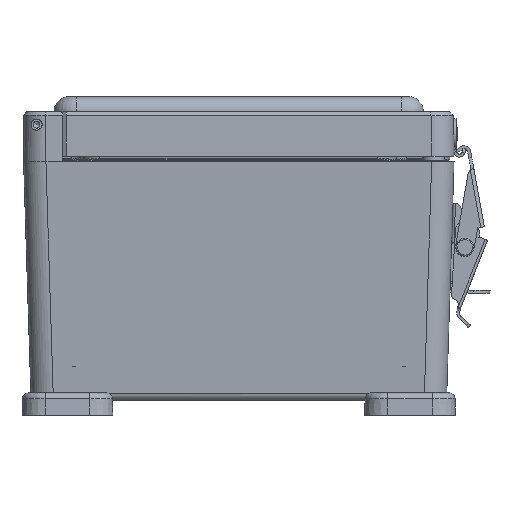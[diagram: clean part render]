
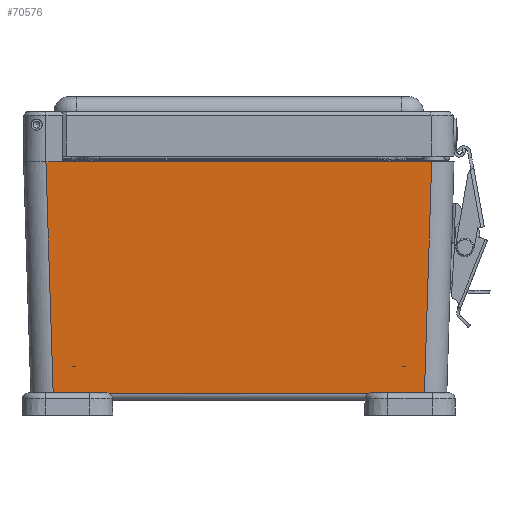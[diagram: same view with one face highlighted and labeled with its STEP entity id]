
A CAD part, left-side view. The second image highlights one B-rep face of the part: STEP entity #70576.
In plain terms, the highlighted planar face has unit normal (-1, 0, -0.031).
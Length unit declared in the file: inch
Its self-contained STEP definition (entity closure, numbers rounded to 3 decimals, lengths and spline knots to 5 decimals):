
#1635 = AXIS2_PLACEMENT_3D ( 'NONE', #57405, #5780, #18705 ) ;
#3621 = ORIENTED_EDGE ( 'NONE', *, *, #65932, .T. ) ;
#4014 = ORIENTED_EDGE ( 'NONE', *, *, #73944, .F. ) ;
#4743 = EDGE_CURVE ( 'NONE', #85038, #54101, #71531, .T. ) ;
#5780 = DIRECTION ( 'NONE',  ( -1., 0., -0.031 ) ) ;
#11524 = CARTESIAN_POINT ( 'NONE',  ( -3.64574, 3.25475, 1.57949 ) ) ;
#11667 = EDGE_CURVE ( 'NONE', #21242, #38917, #48589, .T. ) ;
#15915 = VECTOR ( 'NONE', #19408, 39.37008 ) ;
#18705 = DIRECTION ( 'NONE',  ( -0.031, 0., 1. ) ) ;
#19408 = DIRECTION ( 'NONE',  ( 0., 1., 0. ) ) ;
#21242 = VERTEX_POINT ( 'NONE', #49048 ) ;
#22959 = ORIENTED_EDGE ( 'NONE', *, *, #72308, .F. ) ;
#25076 = PLANE ( 'NONE',  #1635 ) ;
#27805 = ORIENTED_EDGE ( 'NONE', *, *, #11667, .T. ) ;
#37599 = LINE ( 'NONE', #79108, #15915 ) ;
#38641 = FACE_OUTER_BOUND ( 'NONE', #63999, .T. ) ;
#38917 = VERTEX_POINT ( 'NONE', #75453 ) ;
#41384 = CIRCLE ( 'NONE', #78387, 0.375 ) ;
#43123 = CARTESIAN_POINT ( 'NONE',  ( -3.52384, -3.09369, -2.29944 ) ) ;
#47011 = DIRECTION ( 'NONE',  ( 0.031, 0.031, -0.999 ) ) ;
#48589 = LINE ( 'NONE', #83914, #55732 ) ;
#48779 = CARTESIAN_POINT ( 'NONE',  ( -3.27074, 3.25475, 1.57949 ) ) ;
#49048 = CARTESIAN_POINT ( 'NONE',  ( -3.64574, -3.21559, 1.57949 ) ) ;
#50102 = LINE ( 'NONE', #73734, #77908 ) ;
#50522 = ORIENTED_EDGE ( 'NONE', *, *, #4743, .F. ) ;
#51743 = DIRECTION ( 'NONE',  ( 0., 1., 0. ) ) ;
#54101 = VERTEX_POINT ( 'NONE', #64617 ) ;
#54708 = DIRECTION ( 'NONE',  ( 0., 1., 0. ) ) ;
#55346 = DIRECTION ( 'NONE',  ( 1., 0., 0. ) ) ;
#55732 = VECTOR ( 'NONE', #51743, 39.37008 ) ;
#56202 = DIRECTION ( 'NONE',  ( 0., 0., 1. ) ) ;
#56852 = DIRECTION ( 'NONE',  ( 0.031, -0.031, -0.999 ) ) ;
#57405 = CARTESIAN_POINT ( 'NONE',  ( -3.52003, -3.4647, -2.42051 ) ) ;
#61233 = VECTOR ( 'NONE', #54708, 39.37008 ) ;
#61726 = EDGE_CURVE ( 'NONE', #78001, #54101, #72155, .T. ) ;
#61874 = VECTOR ( 'NONE', #56852, 39.37008 ) ;
#63963 = VERTEX_POINT ( 'NONE', #11524 ) ;
#63999 = EDGE_LOOP ( 'NONE', ( #4014, #67909, #50522, #22959, #27805, #3621 ) ) ;
#64120 = CARTESIAN_POINT ( 'NONE',  ( -3.64574, 3.25494, 1.57949 ) ) ;
#64617 = CARTESIAN_POINT ( 'NONE',  ( -3.52384, 3.13304, -2.29944 ) ) ;
#65932 = EDGE_CURVE ( 'NONE', #38917, #63963, #37599, .T. ) ;
#67909 = ORIENTED_EDGE ( 'NONE', *, *, #61726, .T. ) ;
#70576 = ADVANCED_FACE ( 'NONE', ( #38641 ), #25076, .T. ) ;
#71531 = LINE ( 'NONE', #81160, #61233 ) ;
#72155 = LINE ( 'NONE', #64120, #61874 ) ;
#72308 = EDGE_CURVE ( 'NONE', #21242, #85038, #50102, .T. ) ;
#73734 = CARTESIAN_POINT ( 'NONE',  ( -3.51697, -3.08682, -2.51804 ) ) ;
#73944 = EDGE_CURVE ( 'NONE', #78001, #63963, #41384, .T. ) ;
#75453 = CARTESIAN_POINT ( 'NONE',  ( -3.64574, 2.9735, 1.57949 ) ) ;
#77629 = CARTESIAN_POINT ( 'NONE',  ( -3.64574, 3.25494, 1.57949 ) ) ;
#77908 = VECTOR ( 'NONE', #47011, 39.37008 ) ;
#78001 = VERTEX_POINT ( 'NONE', #77629 ) ;
#78387 = AXIS2_PLACEMENT_3D ( 'NONE', #48779, #56202, #55346 ) ;
#79108 = CARTESIAN_POINT ( 'NONE',  ( -3.64574, -3.4647, 1.57949 ) ) ;
#81160 = CARTESIAN_POINT ( 'NONE',  ( -3.52384, -1.72251, -2.29944 ) ) ;
#83914 = CARTESIAN_POINT ( 'NONE',  ( -3.64574, -3.4647, 1.57949 ) ) ;
#85038 = VERTEX_POINT ( 'NONE', #43123 ) ;
